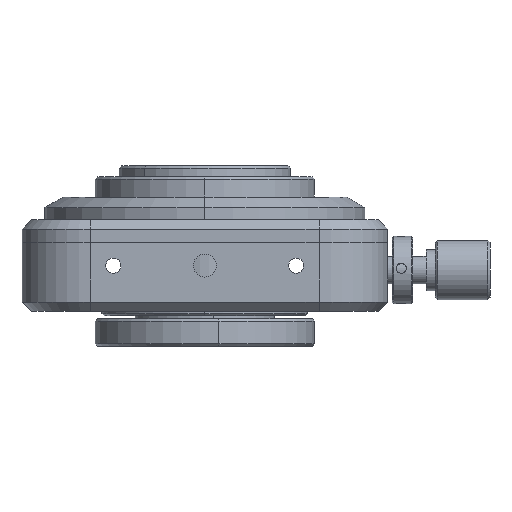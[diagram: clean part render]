
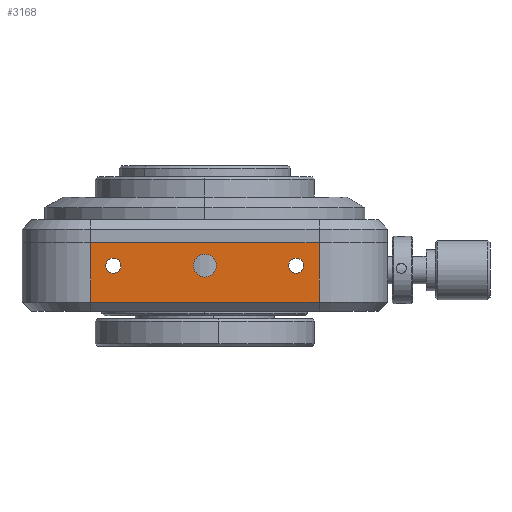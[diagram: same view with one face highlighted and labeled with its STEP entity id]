
A CAD part, front view. The second image highlights one B-rep face of the part: STEP entity #3168.
In plain terms, the highlighted planar face has unit normal (0, -1, 0).
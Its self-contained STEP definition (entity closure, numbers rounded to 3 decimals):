
#61 = DIRECTION ( 'NONE',  ( 1., 0., 0. ) ) ;
#200 = VERTEX_POINT ( 'NONE', #5663 ) ;
#340 = DIRECTION ( 'NONE',  ( 0., -1., 0. ) ) ;
#826 = ORIENTED_EDGE ( 'NONE', *, *, #5479, .F. ) ;
#877 = CARTESIAN_POINT ( 'NONE',  ( -20., -40., 2.5 ) ) ;
#1012 = VERTEX_POINT ( 'NONE', #6451 ) ;
#1173 = ORIENTED_EDGE ( 'NONE', *, *, #5387, .F. ) ;
#1792 = CARTESIAN_POINT ( 'NONE',  ( 25., -40., -5.5 ) ) ;
#1803 = EDGE_LOOP ( 'NONE', ( #4747, #1173 ) ) ;
#1985 = CARTESIAN_POINT ( 'NONE',  ( 25., -40., 7.5 ) ) ;
#2082 = VECTOR ( 'NONE', #6196, 1000. ) ;
#2083 = CARTESIAN_POINT ( 'NONE',  ( -40., -40., 7.5 ) ) ;
#2324 = CARTESIAN_POINT ( 'NONE',  ( -25., -40., 7.5 ) ) ;
#2392 = CARTESIAN_POINT ( 'NONE',  ( 20., -40., 4.15 ) ) ;
#2581 = EDGE_CURVE ( 'NONE', #200, #9189, #11817, .T. ) ;
#2593 = VECTOR ( 'NONE', #5204, 1000. ) ;
#2823 = DIRECTION ( 'NONE',  ( 0., 1., 0. ) ) ;
#2858 = DIRECTION ( 'NONE',  ( 0., 0., -1. ) ) ;
#2915 = AXIS2_PLACEMENT_3D ( 'NONE', #6272, #3655, #4581 ) ;
#2987 = AXIS2_PLACEMENT_3D ( 'NONE', #3135, #340, #7742 ) ;
#3132 = ORIENTED_EDGE ( 'NONE', *, *, #2581, .T. ) ;
#3135 = CARTESIAN_POINT ( 'NONE',  ( 20., -40., 2.5 ) ) ;
#3144 = DIRECTION ( 'NONE',  ( 0., 0., -1. ) ) ;
#3168 = ADVANCED_FACE ( 'NONE', ( #11254, #6351, #11665, #10253 ), #8451, .F. ) ;
#3365 = ORIENTED_EDGE ( 'NONE', *, *, #7743, .F. ) ;
#3655 = DIRECTION ( 'NONE',  ( 0., -1., 0. ) ) ;
#3791 = EDGE_LOOP ( 'NONE', ( #3365, #6455 ) ) ;
#3880 = CARTESIAN_POINT ( 'NONE',  ( 0., -40., 0. ) ) ;
#4286 = VERTEX_POINT ( 'NONE', #1792 ) ;
#4510 = AXIS2_PLACEMENT_3D ( 'NONE', #2083, #2823, #9355 ) ;
#4581 = DIRECTION ( 'NONE',  ( 0., 0., -1. ) ) ;
#4690 = LINE ( 'NONE', #6806, #2082 ) ;
#4747 = ORIENTED_EDGE ( 'NONE', *, *, #5110, .F. ) ;
#4896 = ORIENTED_EDGE ( 'NONE', *, *, #6615, .T. ) ;
#5062 = DIRECTION ( 'NONE',  ( 0., -1., 0. ) ) ;
#5110 = EDGE_CURVE ( 'NONE', #9495, #1012, #6596, .T. ) ;
#5204 = DIRECTION ( 'NONE',  ( 0., 0., -1. ) ) ;
#5237 = VERTEX_POINT ( 'NONE', #5529 ) ;
#5387 = EDGE_CURVE ( 'NONE', #1012, #9495, #8284, .T. ) ;
#5399 = AXIS2_PLACEMENT_3D ( 'NONE', #10482, #6926, #3144 ) ;
#5479 = EDGE_CURVE ( 'NONE', #200, #5788, #4690, .T. ) ;
#5529 = CARTESIAN_POINT ( 'NONE',  ( 20., -40., 0.85 ) ) ;
#5652 = CARTESIAN_POINT ( 'NONE',  ( -20., -40., 0.85 ) ) ;
#5663 = CARTESIAN_POINT ( 'NONE',  ( -25., -40., 7.5 ) ) ;
#5672 = EDGE_CURVE ( 'NONE', #5237, #9806, #5980, .T. ) ;
#5759 = ORIENTED_EDGE ( 'NONE', *, *, #5672, .F. ) ;
#5788 = VERTEX_POINT ( 'NONE', #1985 ) ;
#5852 = AXIS2_PLACEMENT_3D ( 'NONE', #877, #7376, #7342 ) ;
#5969 = VECTOR ( 'NONE', #11421, 1000. ) ;
#5980 = CIRCLE ( 'NONE', #2915, 1.65 ) ;
#6196 = DIRECTION ( 'NONE',  ( 1., 0., 0. ) ) ;
#6254 = LINE ( 'NONE', #7714, #5969 ) ;
#6272 = CARTESIAN_POINT ( 'NONE',  ( 20., -40., 2.5 ) ) ;
#6351 = FACE_BOUND ( 'NONE', #3791, .T. ) ;
#6451 = CARTESIAN_POINT ( 'NONE',  ( 0., -40., 5. ) ) ;
#6453 = DIRECTION ( 'NONE',  ( 0., -1., 0. ) ) ;
#6455 = ORIENTED_EDGE ( 'NONE', *, *, #6935, .F. ) ;
#6596 = CIRCLE ( 'NONE', #11781, 2.5 ) ;
#6615 = EDGE_CURVE ( 'NONE', #4286, #5788, #6254, .T. ) ;
#6806 = CARTESIAN_POINT ( 'NONE',  ( -40., -40., 7.5 ) ) ;
#6926 = DIRECTION ( 'NONE',  ( 0., -1., 0. ) ) ;
#6935 = EDGE_CURVE ( 'NONE', #8971, #10382, #11728, .T. ) ;
#7180 = LINE ( 'NONE', #10226, #9200 ) ;
#7323 = CARTESIAN_POINT ( 'NONE',  ( -20., -40., 4.15 ) ) ;
#7342 = DIRECTION ( 'NONE',  ( 0., 0., -1. ) ) ;
#7376 = DIRECTION ( 'NONE',  ( 0., -1., 0. ) ) ;
#7714 = CARTESIAN_POINT ( 'NONE',  ( 25., -40., 7.5 ) ) ;
#7742 = DIRECTION ( 'NONE',  ( 0., 0., -1. ) ) ;
#7743 = EDGE_CURVE ( 'NONE', #10382, #8971, #8974, .T. ) ;
#8284 = CIRCLE ( 'NONE', #5399, 2.5 ) ;
#8451 = PLANE ( 'NONE',  #4510 ) ;
#8695 = CARTESIAN_POINT ( 'NONE',  ( -20., -40., 2.5 ) ) ;
#8971 = VERTEX_POINT ( 'NONE', #7323 ) ;
#8974 = CIRCLE ( 'NONE', #5852, 1.65 ) ;
#9189 = VERTEX_POINT ( 'NONE', #10568 ) ;
#9200 = VECTOR ( 'NONE', #61, 1000. ) ;
#9355 = DIRECTION ( 'NONE',  ( 0., 0., 1. ) ) ;
#9495 = VERTEX_POINT ( 'NONE', #3880 ) ;
#9677 = EDGE_LOOP ( 'NONE', ( #5759, #10580 ) ) ;
#9706 = DIRECTION ( 'NONE',  ( 0., 0., -1. ) ) ;
#9806 = VERTEX_POINT ( 'NONE', #2392 ) ;
#10226 = CARTESIAN_POINT ( 'NONE',  ( -40., -40., -5.5 ) ) ;
#10253 = FACE_OUTER_BOUND ( 'NONE', #10916, .T. ) ;
#10307 = EDGE_CURVE ( 'NONE', #9189, #4286, #7180, .T. ) ;
#10382 = VERTEX_POINT ( 'NONE', #5652 ) ;
#10423 = CIRCLE ( 'NONE', #2987, 1.65 ) ;
#10482 = CARTESIAN_POINT ( 'NONE',  ( 0., -40., 2.5 ) ) ;
#10568 = CARTESIAN_POINT ( 'NONE',  ( -25., -40., -5.5 ) ) ;
#10580 = ORIENTED_EDGE ( 'NONE', *, *, #11370, .F. ) ;
#10765 = ORIENTED_EDGE ( 'NONE', *, *, #10307, .T. ) ;
#10916 = EDGE_LOOP ( 'NONE', ( #3132, #10765, #4896, #826 ) ) ;
#11101 = AXIS2_PLACEMENT_3D ( 'NONE', #8695, #5062, #9706 ) ;
#11254 = FACE_BOUND ( 'NONE', #9677, .T. ) ;
#11370 = EDGE_CURVE ( 'NONE', #9806, #5237, #10423, .T. ) ;
#11421 = DIRECTION ( 'NONE',  ( 0., 0., 1. ) ) ;
#11665 = FACE_BOUND ( 'NONE', #1803, .T. ) ;
#11728 = CIRCLE ( 'NONE', #11101, 1.65 ) ;
#11781 = AXIS2_PLACEMENT_3D ( 'NONE', #11944, #6453, #2858 ) ;
#11817 = LINE ( 'NONE', #2324, #2593 ) ;
#11944 = CARTESIAN_POINT ( 'NONE',  ( 0., -40., 2.5 ) ) ;
